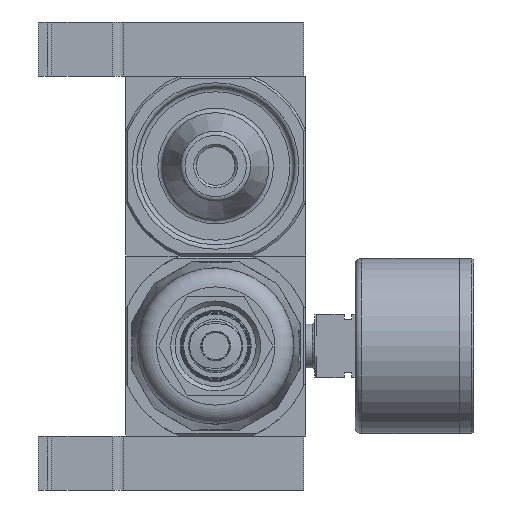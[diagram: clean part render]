
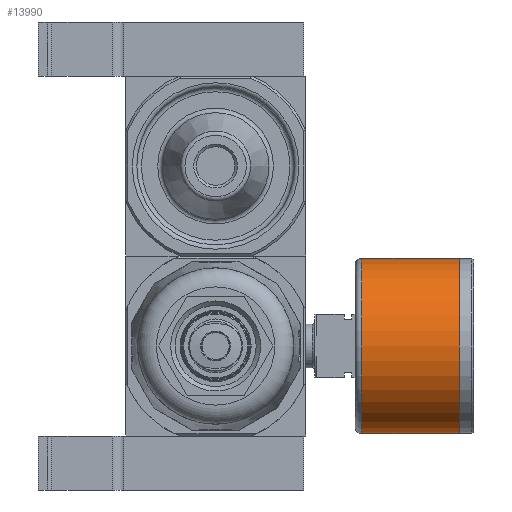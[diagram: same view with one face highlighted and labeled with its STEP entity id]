
A CAD part, front view. The second image highlights one B-rep face of the part: STEP entity #13990.
In plain terms, the highlighted cylindrical face has radius 19.5 mm (diameter 39 mm), a full revolution.
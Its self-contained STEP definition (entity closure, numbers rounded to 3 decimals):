
#669=CYLINDRICAL_SURFACE('',#19893,19.5);
#1548=CIRCLE('',#19892,19.5);
#1549=CIRCLE('',#19894,19.5);
#5240=ORIENTED_EDGE('',*,*,#7309,.F.);
#5241=ORIENTED_EDGE('',*,*,#7310,.T.);
#7309=EDGE_CURVE('',#8689,#8689,#1548,.T.);
#7310=EDGE_CURVE('',#8690,#8690,#1549,.T.);
#8689=VERTEX_POINT('',#29012);
#8690=VERTEX_POINT('',#29015);
#11546=EDGE_LOOP('',(#5240));
#11547=EDGE_LOOP('',(#5241));
#12683=FACE_BOUND('',#11546,.T.);
#12684=FACE_BOUND('',#11547,.T.);
#13990=ADVANCED_FACE('',(#12683,#12684),#669,.T.);
#19892=AXIS2_PLACEMENT_3D('',#29011,#24034,#24035);
#19893=AXIS2_PLACEMENT_3D('',#29013,#24036,#24037);
#19894=AXIS2_PLACEMENT_3D('',#29014,#24038,#24039);
#24034=DIRECTION('',(1.,0.,0.));
#24035=DIRECTION('',(0.,0.,-1.));
#24036=DIRECTION('',(1.,0.,0.));
#24037=DIRECTION('',(0.,0.,-1.));
#24038=DIRECTION('',(1.,0.,0.));
#24039=DIRECTION('',(0.,0.,-1.));
#29011=CARTESIAN_POINT('',(-3.2,0.,0.));
#29012=CARTESIAN_POINT('',(-3.2,0.,-19.5));
#29013=CARTESIAN_POINT('',(0.,0.,0.));
#29014=CARTESIAN_POINT('',(-24.85,0.,0.));
#29015=CARTESIAN_POINT('',(-24.85,0.,-19.5));
